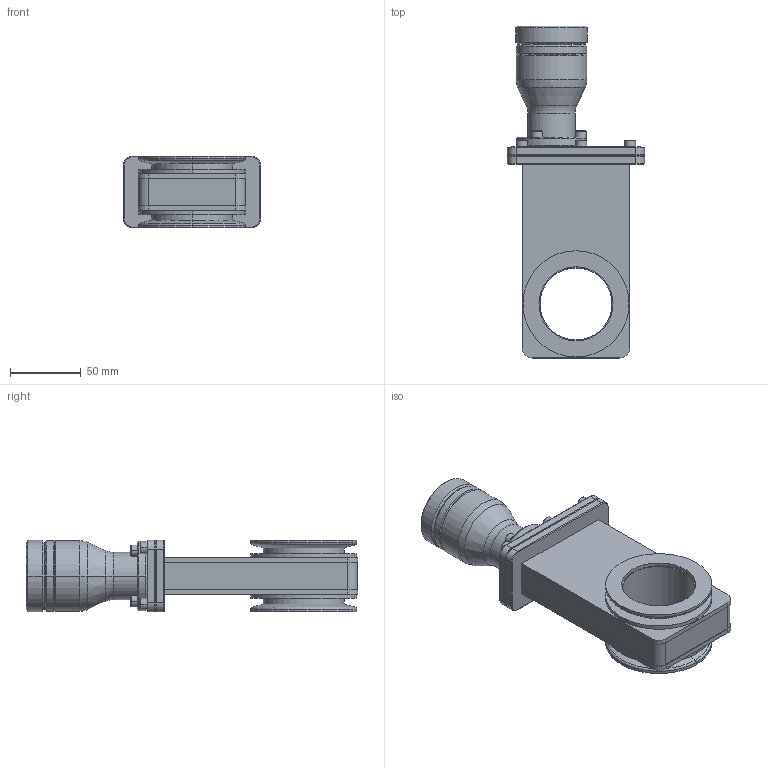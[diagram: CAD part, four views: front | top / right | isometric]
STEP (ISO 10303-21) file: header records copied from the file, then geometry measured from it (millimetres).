
FILE_DESCRIPTION((''),'2;1');
FILE_NAME('11110-0203','2009-02-06T',('jd'),(''),'PRO/ENGINEER BY PARAMETRIC TECHNOLOGY CORPORATION, 2008400','PRO/ENGINEER BY PARAMETRIC TECHNOLOGY CORPORATION, 2008400','');
FILE_SCHEMA(('CONFIG_CONTROL_DESIGN'));
Length unit declared in the file: inch
Products named in the file (1): 11110-0203
Bounding box: 96.82 x 234.31 x 50.67 mm (x, y, z)
Volume: 447196.2 mm3; surface area: 74224.9 mm2
Topology: 1 solids, 1 shells, 252 faces, 568 edges, 344 vertices
Faces by surface type: plane 128, cylinder 62, cone 54, torus 6, bspline 2
Entity records: 7024 total; most frequent: DIRECTION 1262, CARTESIAN_POINT 1218, ORIENTED_EDGE 1136, EDGE_CURVE 568, AXIS2_PLACEMENT_3D 444, VECTOR 374, LINE 374, VERTEX_POINT 344
